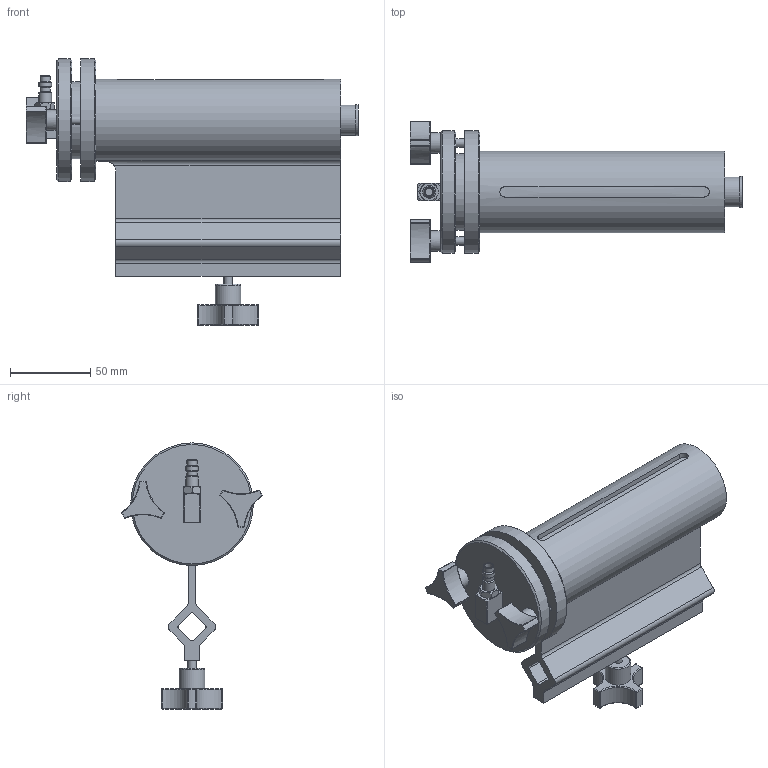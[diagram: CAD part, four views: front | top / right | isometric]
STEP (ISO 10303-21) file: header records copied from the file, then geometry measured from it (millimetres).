
FILE_DESCRIPTION (( 'STEP AP203' ), '1' );
FILE_NAME ('T15257 - 6 oz Complete.STEP', '2017-12-19T13:34:59', ( '' ), ( '' ), 'SwSTEP 2.0', 'SolidWorks 2017', '' );
FILE_SCHEMA (( 'CONFIG_CONTROL_DESIGN' ));
Length unit declared in the file: inch
Products named in the file (1): T15257 - 6 oz Complete
Bounding box: 206.25 x 87.35 x 165.42 mm (x, y, z)
Volume: 497961.9 mm3; surface area: 86335.7 mm2
Topology: 1 solids, 1 shells, 253 faces, 577 edges, 333 vertices
Faces by surface type: cylinder 75, plane 53, torus 50, bspline 32, sphere 22, cone 21
Full cylindrical faces by diameter (mm): 4.636 x1, 5.105 x3, 6.414 x2, 7.874 x2, 12.7 x2, 15.875 x1, 16.51 x1, 18.542 x1, 19.304 x1, 44.45 x1, 47.752 x1, 76.2 x2
Entity records: 10288 total; most frequent: CARTESIAN_POINT 4993, DIRECTION 1115, ORIENTED_EDGE 1026, EDGE_CURVE 513, AXIS2_PLACEMENT_3D 491, VERTEX_POINT 309, EDGE_LOOP 306, FACE_OUTER_BOUND 275
